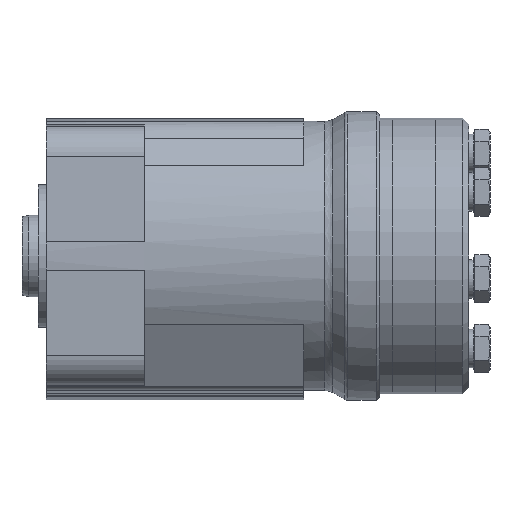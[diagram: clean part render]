
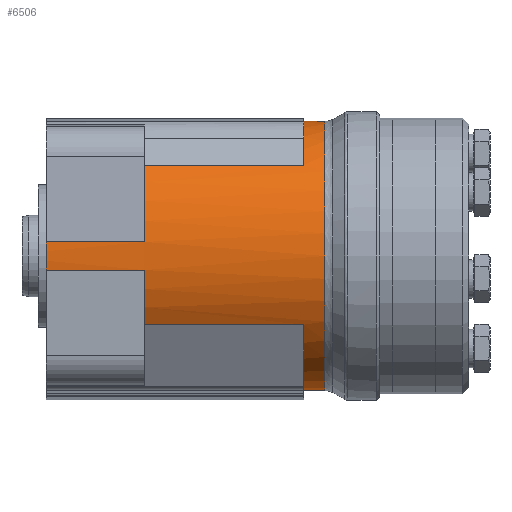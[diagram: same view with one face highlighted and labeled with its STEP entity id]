
A CAD part, front view. The second image highlights one B-rep face of the part: STEP entity #6506.
In plain terms, the highlighted cylindrical face has radius 42 mm (diameter 84 mm), a partial arc.
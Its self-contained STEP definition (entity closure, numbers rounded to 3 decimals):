
#200=B_SPLINE_CURVE_WITH_KNOTS('',3,(#11048,#11049,#11050,#11051),
 .UNSPECIFIED.,.F.,.F.,(4,4),(0.028,0.03),
 .UNSPECIFIED.);
#201=B_SPLINE_CURVE_WITH_KNOTS('',3,(#11055,#11056,#11057,#11058,#11059),
 .UNSPECIFIED.,.F.,.F.,(4,1,4),(0.,0.004,0.007),
 .UNSPECIFIED.);
#202=B_SPLINE_CURVE_WITH_KNOTS('',3,(#11063,#11064,#11065,#11066,#11067),
 .UNSPECIFIED.,.F.,.F.,(4,1,4),(0.023,0.027,0.03),
 .UNSPECIFIED.);
#234=CYLINDRICAL_SURFACE('',#7138,42.);
#558=CIRCLE('',#7089,42.);
#596=CIRCLE('',#7139,42.);
#597=CIRCLE('',#7140,42.);
#598=CIRCLE('',#7141,42.);
#599=CIRCLE('',#7142,42.);
#600=CIRCLE('',#7143,42.);
#601=CIRCLE('',#7144,42.);
#1624=ORIENTED_EDGE('',*,*,#3126,.F.);
#1625=ORIENTED_EDGE('',*,*,#3127,.T.);
#1626=ORIENTED_EDGE('',*,*,#3128,.F.);
#1627=ORIENTED_EDGE('',*,*,#3129,.T.);
#1628=ORIENTED_EDGE('',*,*,#2999,.F.);
#1629=ORIENTED_EDGE('',*,*,#3130,.T.);
#1630=ORIENTED_EDGE('',*,*,#3131,.F.);
#1631=ORIENTED_EDGE('',*,*,#3132,.F.);
#1632=ORIENTED_EDGE('',*,*,#3133,.F.);
#1633=ORIENTED_EDGE('',*,*,#3134,.T.);
#1634=ORIENTED_EDGE('',*,*,#3135,.F.);
#1635=ORIENTED_EDGE('',*,*,#3136,.T.);
#1636=ORIENTED_EDGE('',*,*,#3137,.T.);
#1637=ORIENTED_EDGE('',*,*,#3138,.T.);
#1638=ORIENTED_EDGE('',*,*,#3139,.T.);
#1639=ORIENTED_EDGE('',*,*,#3140,.T.);
#1640=ORIENTED_EDGE('',*,*,#3141,.T.);
#2999=EDGE_CURVE('',#3781,#3782,#558,.T.);
#3126=EDGE_CURVE('',#3900,#3901,#596,.T.);
#3127=EDGE_CURVE('',#3900,#3902,#4374,.T.);
#3128=EDGE_CURVE('',#3903,#3902,#597,.T.);
#3129=EDGE_CURVE('',#3903,#3782,#4375,.T.);
#3130=EDGE_CURVE('',#3781,#3904,#4376,.F.);
#3131=EDGE_CURVE('',#3905,#3904,#598,.T.);
#3132=EDGE_CURVE('',#3906,#3905,#4377,.T.);
#3133=EDGE_CURVE('',#3907,#3906,#599,.T.);
#3134=EDGE_CURVE('',#3907,#3908,#4378,.T.);
#3135=EDGE_CURVE('',#3909,#3908,#600,.T.);
#3136=EDGE_CURVE('',#3909,#3910,#200,.T.);
#3137=EDGE_CURVE('',#3910,#3911,#4379,.F.);
#3138=EDGE_CURVE('',#3911,#3912,#201,.T.);
#3139=EDGE_CURVE('',#3912,#3913,#601,.T.);
#3140=EDGE_CURVE('',#3913,#3914,#202,.T.);
#3141=EDGE_CURVE('',#3914,#3901,#4380,.T.);
#3781=VERTEX_POINT('',#10604);
#3782=VERTEX_POINT('',#10606);
#3900=VERTEX_POINT('',#11029);
#3901=VERTEX_POINT('',#11030);
#3902=VERTEX_POINT('',#11032);
#3903=VERTEX_POINT('',#11034);
#3904=VERTEX_POINT('',#11037);
#3905=VERTEX_POINT('',#11039);
#3906=VERTEX_POINT('',#11041);
#3907=VERTEX_POINT('',#11043);
#3908=VERTEX_POINT('',#11045);
#3909=VERTEX_POINT('',#11047);
#3910=VERTEX_POINT('',#11052);
#3911=VERTEX_POINT('',#11054);
#3912=VERTEX_POINT('',#11060);
#3913=VERTEX_POINT('',#11062);
#3914=VERTEX_POINT('',#11068);
#4374=LINE('',#11031,#4786);
#4375=LINE('',#11035,#4787);
#4376=LINE('',#11036,#4788);
#4377=LINE('',#11040,#4789);
#4378=LINE('',#11044,#4790);
#4379=LINE('',#11053,#4791);
#4380=LINE('',#11069,#4792);
#4786=VECTOR('',#8476,1000.);
#4787=VECTOR('',#8479,1000.);
#4788=VECTOR('',#8480,1000.);
#4789=VECTOR('',#8483,1000.);
#4790=VECTOR('',#8486,1000.);
#4791=VECTOR('',#8489,1000.);
#4792=VECTOR('',#8492,1000.);
#5226=EDGE_LOOP('',(#1624,#1625,#1626,#1627,#1628,#1629,#1630,#1631,#1632,
#1633,#1634,#1635,#1636,#1637,#1638,#1639,#1640));
#5777=FACE_BOUND('',#5226,.T.);
#6506=ADVANCED_FACE('',(#5777),#234,.T.);
#7089=AXIS2_PLACEMENT_3D('',#10605,#8341,#8342);
#7138=AXIS2_PLACEMENT_3D('',#11027,#8472,#8473);
#7139=AXIS2_PLACEMENT_3D('',#11028,#8474,#8475);
#7140=AXIS2_PLACEMENT_3D('',#11033,#8477,#8478);
#7141=AXIS2_PLACEMENT_3D('',#11038,#8481,#8482);
#7142=AXIS2_PLACEMENT_3D('',#11042,#8484,#8485);
#7143=AXIS2_PLACEMENT_3D('',#11046,#8487,#8488);
#7144=AXIS2_PLACEMENT_3D('',#11061,#8490,#8491);
#8341=DIRECTION('',(1.,0.,0.));
#8342=DIRECTION('',(0.,0.,-1.));
#8472=DIRECTION('',(1.,0.,0.));
#8473=DIRECTION('',(0.,0.,-1.));
#8474=DIRECTION('',(1.,0.,0.));
#8475=DIRECTION('',(0.,0.,-1.));
#8476=DIRECTION('',(1.,0.,0.));
#8477=DIRECTION('',(1.,0.,0.));
#8478=DIRECTION('',(0.,0.,-1.));
#8479=DIRECTION('',(1.,0.,0.));
#8480=DIRECTION('',(1.,0.,0.));
#8481=DIRECTION('',(1.,0.,0.));
#8482=DIRECTION('',(0.,0.,-1.));
#8483=DIRECTION('',(1.,0.,0.));
#8484=DIRECTION('',(1.,0.,0.));
#8485=DIRECTION('',(0.,0.,-1.));
#8486=DIRECTION('',(1.,0.,0.));
#8487=DIRECTION('',(1.,0.,0.));
#8488=DIRECTION('',(0.,0.,-1.));
#8489=DIRECTION('',(1.,0.,0.));
#8490=DIRECTION('',(1.,0.,0.));
#8491=DIRECTION('',(0.,0.,-1.));
#8492=DIRECTION('',(1.,0.,0.));
#10604=CARTESIAN_POINT('',(108.,-4.39,-41.77));
#10605=CARTESIAN_POINT('',(108.,0.,0.));
#10606=CARTESIAN_POINT('',(108.,4.39,-41.77));
#11027=CARTESIAN_POINT('',(115.5,0.,0.));
#11028=CARTESIAN_POINT('',(27.656,0.,0.));
#11029=CARTESIAN_POINT('',(27.656,28.343,-30.995));
#11030=CARTESIAN_POINT('',(27.656,38.934,15.753));
#11031=CARTESIAN_POINT('',(115.5,28.343,-30.995));
#11032=CARTESIAN_POINT('',(77.373,28.343,-30.995));
#11033=CARTESIAN_POINT('',(77.373,0.,0.));
#11034=CARTESIAN_POINT('',(77.373,4.39,-41.77));
#11035=CARTESIAN_POINT('',(115.5,4.39,-41.77));
#11036=CARTESIAN_POINT('',(115.5,-4.39,-41.77));
#11037=CARTESIAN_POINT('',(77.373,-4.39,-41.77));
#11038=CARTESIAN_POINT('',(77.373,0.,0.));
#11039=CARTESIAN_POINT('',(77.373,-21.421,-36.127));
#11040=CARTESIAN_POINT('',(27.656,-21.421,-36.127));
#11041=CARTESIAN_POINT('',(27.656,-21.421,-36.127));
#11042=CARTESIAN_POINT('',(27.656,0.,0.));
#11043=CARTESIAN_POINT('',(27.656,-41.674,5.221));
#11044=CARTESIAN_POINT('',(115.5,-41.674,5.221));
#11045=CARTESIAN_POINT('',(77.373,-41.674,5.221));
#11046=CARTESIAN_POINT('',(77.373,0.,0.));
#11047=CARTESIAN_POINT('',(77.373,-38.77,16.152));
#11048=CARTESIAN_POINT('',(77.373,-38.77,16.152));
#11049=CARTESIAN_POINT('',(76.674,-38.874,15.902));
#11050=CARTESIAN_POINT('',(75.922,-38.934,15.753));
#11051=CARTESIAN_POINT('',(75.162,-38.934,15.753));
#11052=CARTESIAN_POINT('',(75.162,-38.934,15.753));
#11053=CARTESIAN_POINT('',(115.5,-38.934,15.753));
#11054=CARTESIAN_POINT('',(27.294,-38.934,15.753));
#11055=CARTESIAN_POINT('',(27.294,-38.934,15.753));
#11056=CARTESIAN_POINT('',(26.062,-38.934,15.753));
#11057=CARTESIAN_POINT('',(23.721,-38.622,16.54));
#11058=CARTESIAN_POINT('',(21.872,-37.95,18.014));
#11059=CARTESIAN_POINT('',(21.03,-37.564,18.788));
#11060=CARTESIAN_POINT('',(21.03,-37.564,18.788));
#11061=CARTESIAN_POINT('',(21.03,0.,0.));
#11062=CARTESIAN_POINT('',(21.03,37.564,18.788));
#11063=CARTESIAN_POINT('',(21.03,37.564,18.788));
#11064=CARTESIAN_POINT('',(21.877,37.953,18.009));
#11065=CARTESIAN_POINT('',(23.722,38.622,16.54));
#11066=CARTESIAN_POINT('',(26.068,38.934,15.753));
#11067=CARTESIAN_POINT('',(27.294,38.934,15.753));
#11068=CARTESIAN_POINT('',(27.294,38.934,15.753));
#11069=CARTESIAN_POINT('',(115.5,38.934,15.753));
